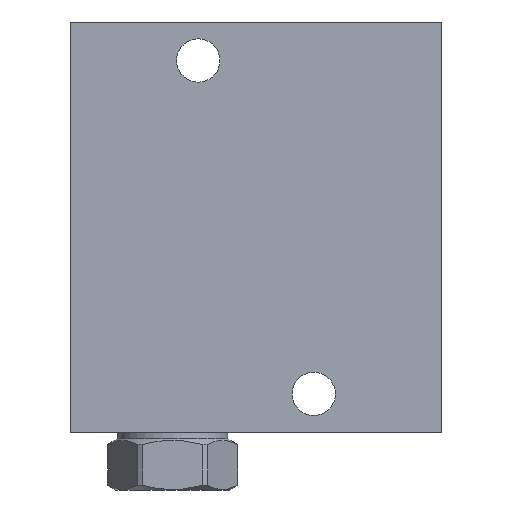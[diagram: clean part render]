
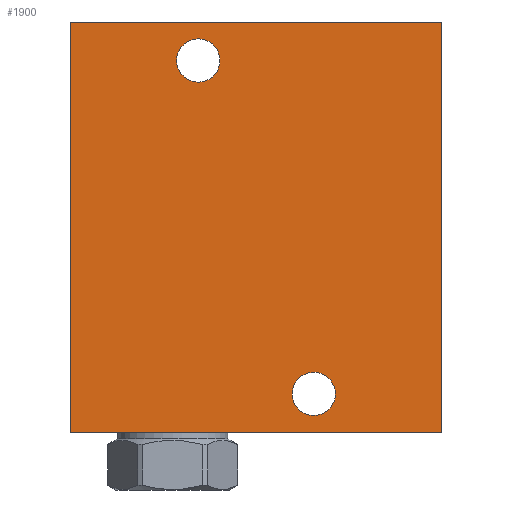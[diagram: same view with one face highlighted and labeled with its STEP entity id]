
A CAD part, front view. The second image highlights one B-rep face of the part: STEP entity #1900.
In plain terms, the highlighted planar face has unit normal (0, -1, 0).
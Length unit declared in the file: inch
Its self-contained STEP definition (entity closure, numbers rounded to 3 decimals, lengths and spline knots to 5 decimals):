
#5=DIRECTION('',(1.,0.,0.));
#6=VECTOR('',#5,3.625);
#7=CARTESIAN_POINT('',(0.,-1.5,0.));
#8=LINE('',#7,#6);
#75=DIRECTION('',(0.,0.,1.));
#76=VECTOR('',#75,4.);
#77=CARTESIAN_POINT('',(3.625,-1.5,0.));
#78=LINE('',#77,#76);
#99=DIRECTION('',(0.,0.,1.));
#100=VECTOR('',#99,4.);
#101=CARTESIAN_POINT('',(0.,-1.5,0.));
#102=LINE('',#101,#100);
#103=CARTESIAN_POINT('',(1.25,-1.5,3.625));
#104=DIRECTION('',(0.,-1.,0.));
#105=DIRECTION('',(-1.,0.,0.));
#106=AXIS2_PLACEMENT_3D('',#103,#104,#105);
#108=CARTESIAN_POINT('',(1.25,-1.5,3.625));
#109=DIRECTION('',(0.,-1.,0.));
#110=DIRECTION('',(1.,0.,0.));
#111=AXIS2_PLACEMENT_3D('',#108,#109,#110);
#113=CARTESIAN_POINT('',(2.375,-1.5,0.375));
#114=DIRECTION('',(0.,-1.,0.));
#115=DIRECTION('',(-1.,0.,0.));
#116=AXIS2_PLACEMENT_3D('',#113,#114,#115);
#118=CARTESIAN_POINT('',(2.375,-1.5,0.375));
#119=DIRECTION('',(0.,-1.,0.));
#120=DIRECTION('',(1.,0.,0.));
#121=AXIS2_PLACEMENT_3D('',#118,#119,#120);
#135=DIRECTION('',(1.,0.,0.));
#136=VECTOR('',#135,3.625);
#137=CARTESIAN_POINT('',(0.,-1.5,4.));
#138=LINE('',#137,#136);
#1561=CARTESIAN_POINT('',(0.,-1.5,0.));
#1563=VERTEX_POINT('',#1561);
#1564=CARTESIAN_POINT('',(3.625,-1.5,0.));
#1565=VERTEX_POINT('',#1564);
#1569=CARTESIAN_POINT('',(0.,-1.5,4.));
#1571=VERTEX_POINT('',#1569);
#1572=CARTESIAN_POINT('',(3.625,-1.5,4.));
#1573=VERTEX_POINT('',#1572);
#1675=CARTESIAN_POINT('',(1.039,-1.5,3.625));
#1676=CARTESIAN_POINT('',(1.461,-1.5,3.625));
#1677=VERTEX_POINT('',#1675);
#1678=VERTEX_POINT('',#1676);
#1683=CARTESIAN_POINT('',(2.164,-1.5,0.375));
#1684=CARTESIAN_POINT('',(2.586,-1.5,0.375));
#1685=VERTEX_POINT('',#1683);
#1686=VERTEX_POINT('',#1684);
#1876=CARTESIAN_POINT('',(0.,-1.5,0.));
#1877=DIRECTION('',(0.,-1.,0.));
#1878=DIRECTION('',(1.,0.,0.));
#1879=AXIS2_PLACEMENT_3D('',#1876,#1877,#1878);
#1880=PLANE('',#1879);
#1881=ORIENTED_EDGE('',*,*,#1782,.F.);
#1882=ORIENTED_EDGE('',*,*,#1807,.T.);
#1884=ORIENTED_EDGE('',*,*,#1883,.T.);
#1885=ORIENTED_EDGE('',*,*,#1856,.F.);
#1886=EDGE_LOOP('',(#1881,#1882,#1884,#1885));
#1887=FACE_OUTER_BOUND('',#1886,.F.);
#1889=ORIENTED_EDGE('',*,*,#1888,.T.);
#1891=ORIENTED_EDGE('',*,*,#1890,.T.);
#1892=EDGE_LOOP('',(#1889,#1891));
#1893=FACE_BOUND('',#1892,.F.);
#1895=ORIENTED_EDGE('',*,*,#1894,.T.);
#1897=ORIENTED_EDGE('',*,*,#1896,.T.);
#1898=EDGE_LOOP('',(#1895,#1897));
#1899=FACE_BOUND('',#1898,.F.);
#1900=ADVANCED_FACE('',(#1887,#1893,#1899),#1880,.T.);
#107=CIRCLE('',#106,0.211);
#112=CIRCLE('',#111,0.211);
#117=CIRCLE('',#116,0.211);
#122=CIRCLE('',#121,0.211);
#1782=EDGE_CURVE('',#1563,#1565,#8,.T.);
#1807=EDGE_CURVE('',#1563,#1571,#102,.T.);
#1856=EDGE_CURVE('',#1565,#1573,#78,.T.);
#1883=EDGE_CURVE('',#1571,#1573,#138,.T.);
#1888=EDGE_CURVE('',#1677,#1678,#107,.T.);
#1890=EDGE_CURVE('',#1678,#1677,#112,.T.);
#1894=EDGE_CURVE('',#1685,#1686,#117,.T.);
#1896=EDGE_CURVE('',#1686,#1685,#122,.T.);
